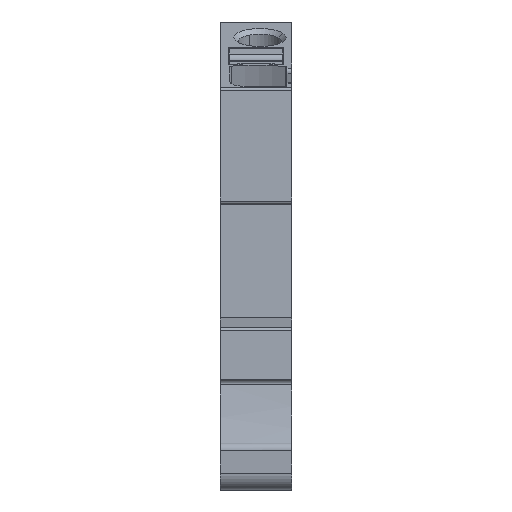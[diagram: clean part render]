
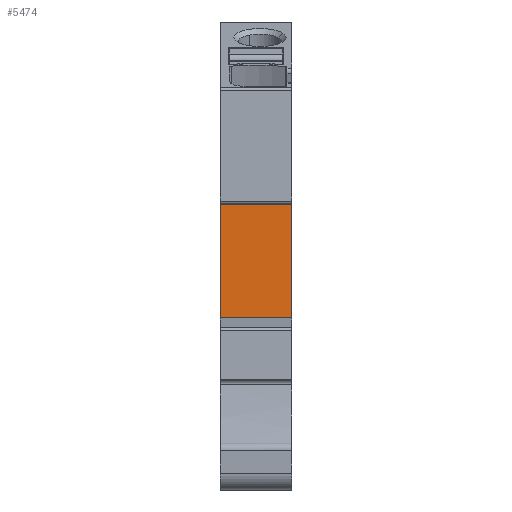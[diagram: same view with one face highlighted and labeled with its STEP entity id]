
A CAD part, front view. The second image highlights one B-rep face of the part: STEP entity #5474.
In plain terms, the highlighted planar face has unit normal (0, -1, 0).
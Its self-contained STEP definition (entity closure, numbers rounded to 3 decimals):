
#5454=AXIS2_PLACEMENT_3D('Plane Axis2P3D',#5451,#5452,#5453) ;
#1320=CARTESIAN_POINT('Vertex',(0.,12.768,19.45)) ;
#1323=CARTESIAN_POINT('Line Origine',(0.,12.768,25.875)) ;
#1327=CARTESIAN_POINT('Vertex',(0.,12.768,32.3)) ;
#5432=CARTESIAN_POINT('Line Origine',(4.05,12.768,19.45)) ;
#5436=CARTESIAN_POINT('Vertex',(8.1,12.768,19.45)) ;
#5451=CARTESIAN_POINT('Axis2P3D Location',(0.,12.768,32.3)) ;
#5456=CARTESIAN_POINT('Line Origine',(4.05,12.768,32.3)) ;
#5460=CARTESIAN_POINT('Vertex',(8.1,12.768,32.3)) ;
#5463=CARTESIAN_POINT('Line Origine',(8.1,12.768,25.875)) ;
#1324=DIRECTION('Vector Direction',(0.,0.,-1.)) ;
#5433=DIRECTION('Vector Direction',(1.,0.,0.)) ;
#5452=DIRECTION('Axis2P3D Direction',(0.,-1.,0.)) ;
#5453=DIRECTION('Axis2P3D XDirection',(0.,0.,-1.)) ;
#5457=DIRECTION('Vector Direction',(1.,0.,0.)) ;
#5464=DIRECTION('Vector Direction',(0.,0.,-1.)) ;
#1325=VECTOR('Line Direction',#1324,1.) ;
#5434=VECTOR('Line Direction',#5433,1.) ;
#5458=VECTOR('Line Direction',#5457,1.) ;
#5465=VECTOR('Line Direction',#5464,1.) ;
#5469=ORIENTED_EDGE('',*,*,#5462,.F.) ;
#5470=ORIENTED_EDGE('',*,*,#1329,.T.) ;
#5471=ORIENTED_EDGE('',*,*,#5438,.T.) ;
#5472=ORIENTED_EDGE('',*,*,#5467,.F.) ;
#5474=ADVANCED_FACE('MLD_AITB_6_BB_2C',(#5473),#5455,.T.) ;
#1329=EDGE_CURVE('',#1328,#1321,#1326,.T.) ;
#5438=EDGE_CURVE('',#1321,#5437,#5435,.T.) ;
#5462=EDGE_CURVE('',#1328,#5461,#5459,.T.) ;
#5467=EDGE_CURVE('',#5461,#5437,#5466,.T.) ;
#5468=EDGE_LOOP('',(#5469,#5470,#5471,#5472)) ;
#5473=FACE_OUTER_BOUND('',#5468,.T.) ;
#1326=LINE('Line',#1323,#1325) ;
#5435=LINE('Line',#5432,#5434) ;
#5459=LINE('Line',#5456,#5458) ;
#5466=LINE('Line',#5463,#5465) ;
#5455=PLANE('',#5454) ;
#1321=VERTEX_POINT('',#1320) ;
#1328=VERTEX_POINT('',#1327) ;
#5437=VERTEX_POINT('',#5436) ;
#5461=VERTEX_POINT('',#5460) ;
